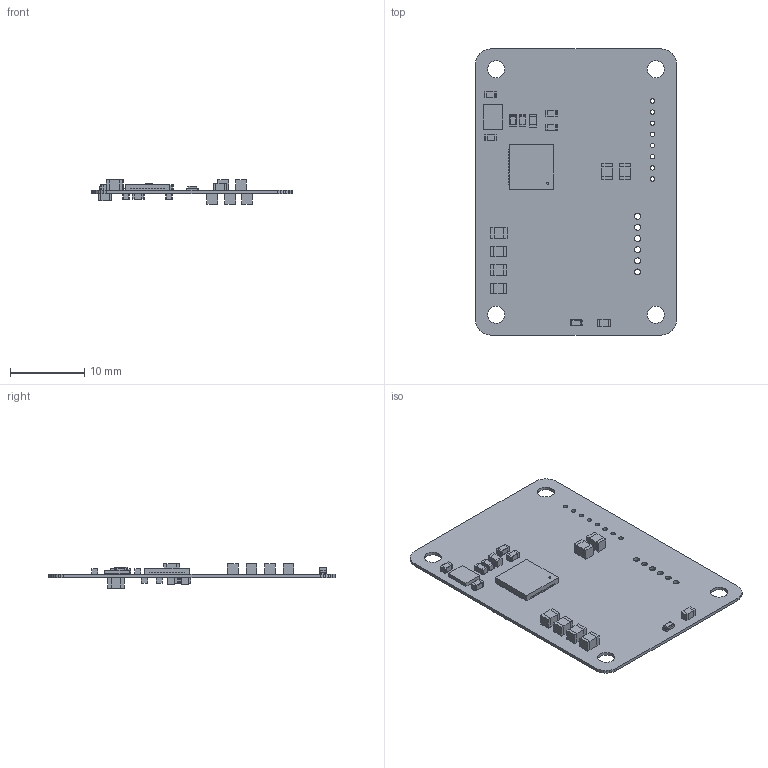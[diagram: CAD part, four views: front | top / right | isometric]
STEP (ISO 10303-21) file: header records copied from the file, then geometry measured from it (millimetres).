
FILE_DESCRIPTION(('Open CASCADE Model'),'2;1');
FILE_NAME('Open CASCADE Shape Model','2019-05-29T14:18:51',('Author'),( 'Open CASCADE'),'Open CASCADE STEP processor 6.5','Open CASCADE 6.5' ,'Unknown');
FILE_SCHEMA(('AUTOMOTIVE_DESIGN { 1 0 10303 214 1 1 1 1 }'));
Length unit declared in the file: millimetre
Products named in the file (50): PCB; Board; C24; 554825104; Extruded; 554824720; C23; C22; C21; C20; 554824208; 554827152; C19; R1; 73293648; 73293776; LED1; User_Library-led_0603_green; C3; User_Library-Chip_Capacitor_0603; C4; C5; C6; C7; C8; C9; C10; C11; C12; C13; L1; L2; L3; 73293520; 73292496; U1; User_Library-QFN48; X1; 73323472; C15 ...
Assembly tree (90 placements, depth 4):
  PCB
    Board
    C24
      554825104  x2
        Extruded
      554824720
        Extruded
    C23
      554825104  x2
        Extruded
      554824720
        Extruded
    C22
      554825104  x2
        Extruded
      554824720
        Extruded
    C21
      554825104  x2
        Extruded
      554824720
        Extruded
    C20
      554824208  x2
        Extruded
      554827152
        Extruded
    C19
      554824208  x2
        Extruded
      554827152
        Extruded
    R1
      73293648  x2
        Extruded
      73293776
        Extruded
    LED1
      User_Library-led_0603_green
    C3
      User_Library-Chip_Capacitor_0603
    C4
      User_Library-Chip_Capacitor_0603
    C5
      User_Library-Chip_Capacitor_0603
    C6
      User_Library-Chip_Capacitor_0603
    C7
      User_Library-Chip_Capacitor_0603
    C8
      User_Library-Chip_Capacitor_0603
    C9
      User_Library-Chip_Capacitor_0603
    C10
      User_Library-Chip_Capacitor_0603
    C11
      User_Library-Chip_Capacitor_0603
    C12
      User_Library-Chip_Capacitor_0603
    C13
Bounding box: 27.02 x 38.52 x 3.31 mm (x, y, z)
Volume: 513.7 mm3; surface area: 2577.6 mm2
Topology: 54 solids, 54 shells, 1130 faces, 2700 edges, 1588 vertices
Faces by surface type: plane 722, cylinder 316, sphere 92
Full cylindrical faces by diameter (mm): 0.6 x8, 0.8 x6, 2.3 x4
Entity records: 39951 total; most frequent: CARTESIAN_POINT 7757, DIRECTION 5179, LINE 3460, VECTOR 3460, ORIENTED_EDGE 2872, PCURVE 2872, DEFINITIONAL_REPRESENTATION 2872, EDGE_CURVE 1436
